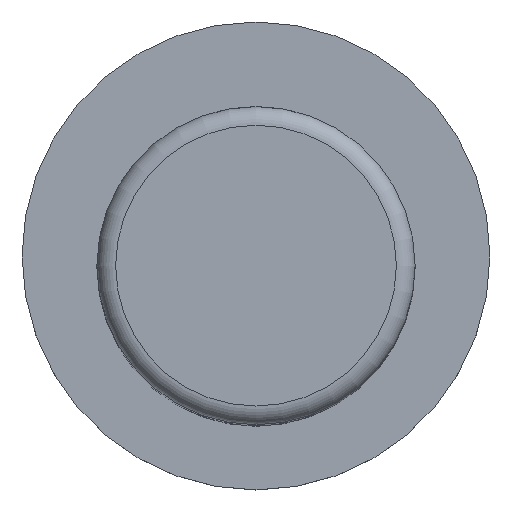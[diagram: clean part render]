
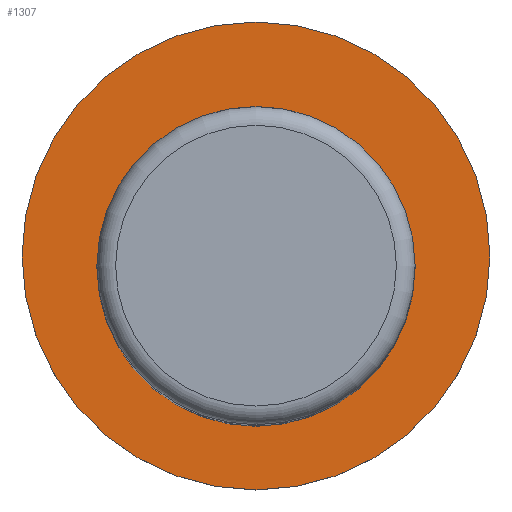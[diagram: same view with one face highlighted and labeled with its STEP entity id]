
A CAD part, top view. The second image highlights one B-rep face of the part: STEP entity #1307.
In plain terms, the highlighted planar face has unit normal (0, 0, 1).
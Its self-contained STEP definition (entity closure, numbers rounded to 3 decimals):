
#777 = VERTEX_POINT('',#778);
#778 = CARTESIAN_POINT('',(12.5,0.,52.5));
#784 = EDGE_CURVE('',#777,#777,#785,.T.);
#785 = CIRCLE('',#786,12.5);
#786 = AXIS2_PLACEMENT_3D('',#787,#788,#789);
#787 = CARTESIAN_POINT('',(0.,0.,52.5));
#788 = DIRECTION('',(0.,0.,1.));
#789 = DIRECTION('',(1.,0.,0.));
#1307 = ADVANCED_FACE('',(#1308,#1311),#1322,.T.);
#1308 = FACE_BOUND('',#1309,.T.);
#1309 = EDGE_LOOP('',(#1310));
#1310 = ORIENTED_EDGE('',*,*,#784,.T.);
#1311 = FACE_BOUND('',#1312,.T.);
#1312 = EDGE_LOOP('',(#1313));
#1313 = ORIENTED_EDGE('',*,*,#1314,.T.);
#1314 = EDGE_CURVE('',#1315,#1315,#1317,.T.);
#1315 = VERTEX_POINT('',#1316);
#1316 = CARTESIAN_POINT('',(8.5,-0.6,52.5));
#1317 = CIRCLE('',#1318,8.5);
#1318 = AXIS2_PLACEMENT_3D('',#1319,#1320,#1321);
#1319 = CARTESIAN_POINT('',(0.,-0.6,52.5));
#1320 = DIRECTION('',(0.,0.,-1.));
#1321 = DIRECTION('',(1.,0.,0.));
#1322 = PLANE('',#1323);
#1323 = AXIS2_PLACEMENT_3D('',#1324,#1325,#1326);
#1324 = CARTESIAN_POINT('',(0.,0.,52.5));
#1325 = DIRECTION('',(0.,0.,1.));
#1326 = DIRECTION('',(1.,0.,0.));
